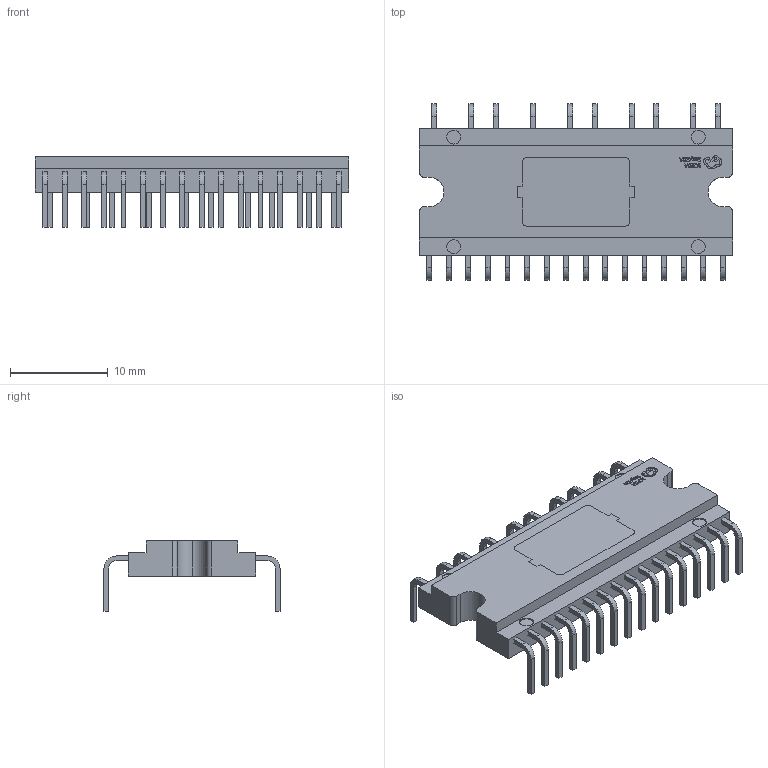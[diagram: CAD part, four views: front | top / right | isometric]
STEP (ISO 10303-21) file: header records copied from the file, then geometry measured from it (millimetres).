
FILE_DESCRIPTION (( 'STEP AP214' ), '1' );
FILE_NAME ('DIP-26_L32.0-W13.0-H3.6-BL_TPD4134K.step', '2022-06-21T14:04:27', ( '' ), ( '' ), 'SwSTEP 2.0', 'SolidWorks 2020', '' );
FILE_SCHEMA (( 'AUTOMOTIVE_DESIGN' ));
Length unit declared in the file: millimetre
Products named in the file (1): DIP-26_L32.0-W13.0-H3.6-BL_TPD4134K
Bounding box: 32 x 18 x 7.21 mm (x, y, z)
Volume: 1375.9 mm3; surface area: 1950.2 mm2
Topology: 28 solids, 28 shells, 612 faces, 1578 edges, 1052 vertices
Faces by surface type: plane 425, bspline 112, cylinder 75
Entity records: 26070 total; most frequent: CARTESIAN_POINT 5347, ORIENTED_EDGE 3156, DIRECTION 2502, EDGE_CURVE 1578, VECTOR 1200, LINE 1200, VERTEX_POINT 1052, AXIS2_PLACEMENT_3D 651
